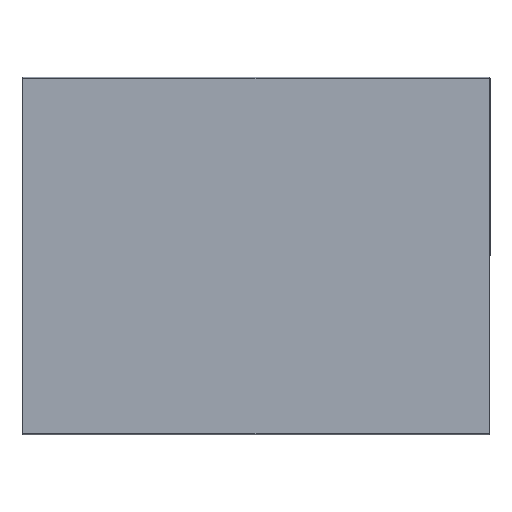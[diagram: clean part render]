
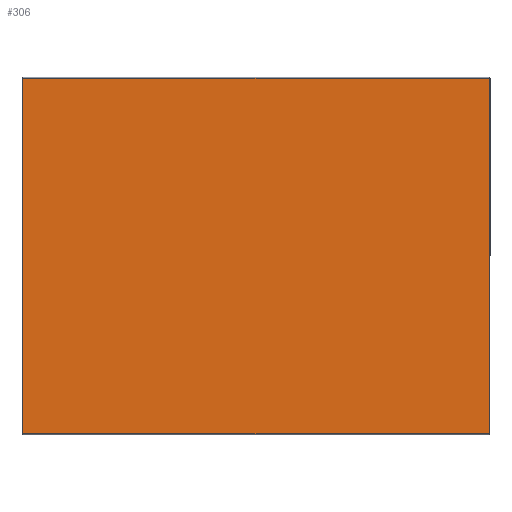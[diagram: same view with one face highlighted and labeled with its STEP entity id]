
A CAD part, front view. The second image highlights one B-rep face of the part: STEP entity #306.
In plain terms, the highlighted planar face has unit normal (0, -1, 0).
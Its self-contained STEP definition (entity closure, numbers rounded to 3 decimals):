
#24 = VECTOR ( 'NONE', #141, 1000. ) ;
#31 = PLANE ( 'NONE',  #657 ) ;
#34 = CARTESIAN_POINT ( 'NONE',  ( 0., 0., 0. ) ) ;
#52 = CARTESIAN_POINT ( 'NONE',  ( 250., 0., 0. ) ) ;
#55 = CARTESIAN_POINT ( 'NONE',  ( 0., 0., 190.5 ) ) ;
#66 = EDGE_CURVE ( 'NONE', #425, #197, #623, .T. ) ;
#89 = EDGE_LOOP ( 'NONE', ( #259, #224, #203, #246 ) ) ;
#129 = EDGE_CURVE ( 'NONE', #421, #425, #162, .T. ) ;
#136 = DIRECTION ( 'NONE',  ( 0., 0., 1. ) ) ;
#141 = DIRECTION ( 'NONE',  ( 1., 0., 0. ) ) ;
#154 = CARTESIAN_POINT ( 'NONE',  ( 250., 0., -190.5 ) ) ;
#162 = LINE ( 'NONE', #52, #413 ) ;
#176 = CARTESIAN_POINT ( 'NONE',  ( -250., 0., 190.5 ) ) ;
#196 = CARTESIAN_POINT ( 'NONE',  ( 0., 0., -190.5 ) ) ;
#197 = VERTEX_POINT ( 'NONE', #176 ) ;
#203 = ORIENTED_EDGE ( 'NONE', *, *, #66, .T. ) ;
#224 = ORIENTED_EDGE ( 'NONE', *, *, #129, .T. ) ;
#239 = DIRECTION ( 'NONE',  ( 0., 1., 0. ) ) ;
#244 = LINE ( 'NONE', #196, #24 ) ;
#246 = ORIENTED_EDGE ( 'NONE', *, *, #315, .T. ) ;
#259 = ORIENTED_EDGE ( 'NONE', *, *, #373, .T. ) ;
#306 = ADVANCED_FACE ( 'NONE', ( #538 ), #31, .F. ) ;
#315 = EDGE_CURVE ( 'NONE', #197, #417, #556, .T. ) ;
#373 = EDGE_CURVE ( 'NONE', #417, #421, #244, .T. ) ;
#402 = DIRECTION ( 'NONE',  ( 0., 0., -1. ) ) ;
#413 = VECTOR ( 'NONE', #418, 1000. ) ;
#417 = VERTEX_POINT ( 'NONE', #607 ) ;
#418 = DIRECTION ( 'NONE',  ( 0., 0., 1. ) ) ;
#421 = VERTEX_POINT ( 'NONE', #154 ) ;
#425 = VERTEX_POINT ( 'NONE', #661 ) ;
#533 = VECTOR ( 'NONE', #620, 1000. ) ;
#538 = FACE_OUTER_BOUND ( 'NONE', #89, .T. ) ;
#556 = LINE ( 'NONE', #649, #612 ) ;
#607 = CARTESIAN_POINT ( 'NONE',  ( -250., 0., -190.5 ) ) ;
#612 = VECTOR ( 'NONE', #402, 1000. ) ;
#620 = DIRECTION ( 'NONE',  ( -1., 0., 0. ) ) ;
#623 = LINE ( 'NONE', #55, #533 ) ;
#649 = CARTESIAN_POINT ( 'NONE',  ( -250., 0., 0. ) ) ;
#657 = AXIS2_PLACEMENT_3D ( 'NONE', #34, #239, #136 ) ;
#661 = CARTESIAN_POINT ( 'NONE',  ( 250., 0., 190.5 ) ) ;
